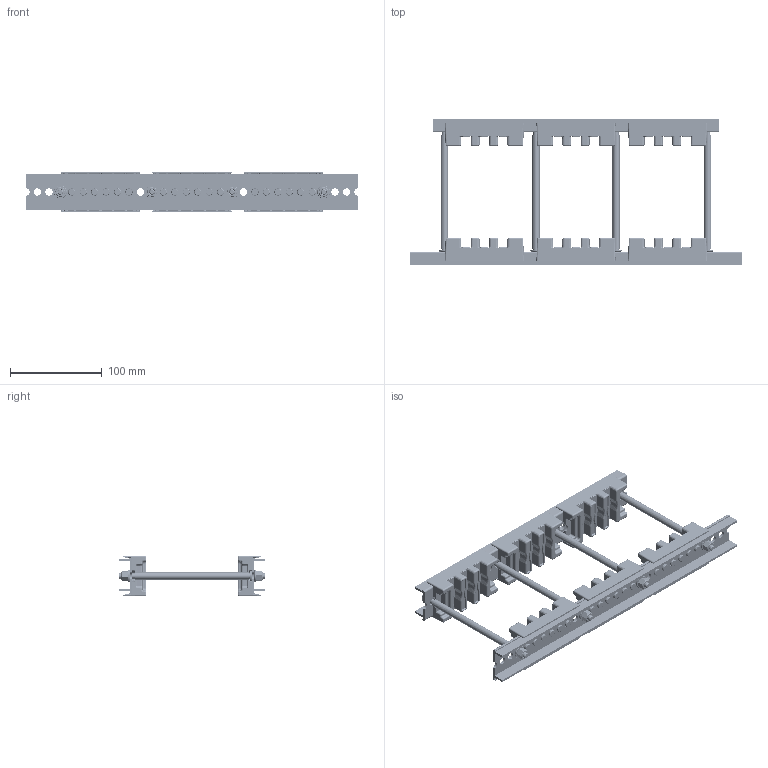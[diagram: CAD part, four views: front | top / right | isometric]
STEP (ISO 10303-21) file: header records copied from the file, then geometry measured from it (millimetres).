
FILE_DESCRIPTION(('STEP AP203'), '1');
FILE_NAME('栖闉罻 昃100728', '', ('UNSPECIFIED'), ('UNSPECIFIED'), 'ASCON STEP Converter 1.3', 'ASCON Math Kernel', '');
FILE_SCHEMA(('CONFIG_CONTROL_DESIGN'));
Length unit declared in the file: millimetre
Assembly tree (28 placements, depth 2):
  (unnamed)
    (unnamed)
    (unnamed)  x4
    (unnamed)  x4
    (unnamed)
    (unnamed)  x4
    (unnamed)  x8
    (unnamed)  x6
Bounding box: 362.5 x 160 x 44.65 mm (x, y, z)
Volume: 369867 mm3; surface area: 255778.1 mm2
Topology: 28 solids, 46 shells, 5794 faces, 13020 edges, 7456 vertices
Faces by surface type: cylinder 1928, plane 1174, torus 996, cone 712, bspline 672, sphere 288, extrusion 24
Full cylindrical faces by diameter (mm): 8 x52
Entity records: 50232 total; most frequent: CARTESIAN_POINT 17763, DIRECTION 5022, ORIENTED_EDGE 4672, EDGE_CURVE 2352, AXIS2_PLACEMENT_3D 2042, VERTEX_POINT 1398, EDGE_LOOP 1240, FACE_BOUND 1136
